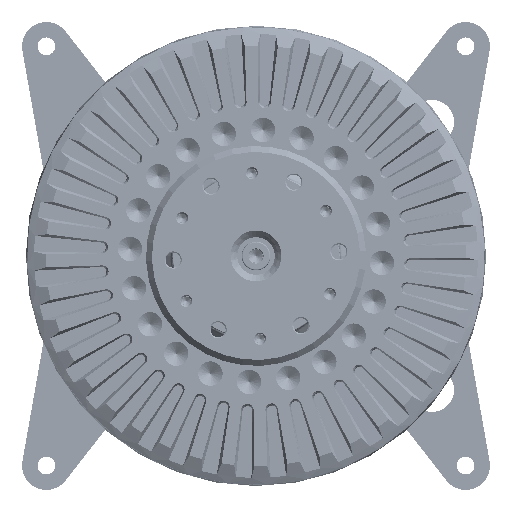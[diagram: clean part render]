
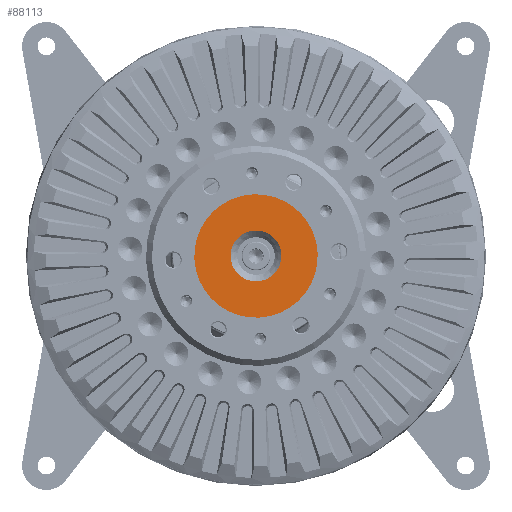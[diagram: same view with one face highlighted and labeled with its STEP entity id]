
A CAD part, left-side view. The second image highlights one B-rep face of the part: STEP entity #88113.
In plain terms, the highlighted planar face has unit normal (-1, 0, 0).
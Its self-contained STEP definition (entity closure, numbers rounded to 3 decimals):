
#1632 = EDGE_CURVE ( 'NONE', #103118, #9021, #97602, .T. ) ;
#4880 = DIRECTION ( 'NONE',  ( 1., 0., 0. ) ) ;
#5623 = ORIENTED_EDGE ( 'NONE', *, *, #17698, .F. ) ;
#6779 = DIRECTION ( 'NONE',  ( 1., 0., 0. ) ) ;
#7707 = ORIENTED_EDGE ( 'NONE', *, *, #118822, .F. ) ;
#9021 = VERTEX_POINT ( 'NONE', #18020 ) ;
#10293 = VERTEX_POINT ( 'NONE', #35161 ) ;
#10395 = DIRECTION ( 'NONE',  ( 1., 0., 0. ) ) ;
#14523 = DIRECTION ( 'NONE',  ( 0., -0.999, 0.049 ) ) ;
#16978 = DIRECTION ( 'NONE',  ( 0., 0., -1. ) ) ;
#17698 = EDGE_CURVE ( 'NONE', #10293, #108546, #119391, .T. ) ;
#18020 = CARTESIAN_POINT ( 'NONE',  ( -12., 0., 11.5 ) ) ;
#28242 = ORIENTED_EDGE ( 'NONE', *, *, #1632, .T. ) ;
#32249 = ORIENTED_EDGE ( 'NONE', *, *, #108904, .T. ) ;
#35161 = CARTESIAN_POINT ( 'NONE',  ( -12., -23.446, 15.123 ) ) ;
#36075 = CARTESIAN_POINT ( 'NONE',  ( -12., 0., 0. ) ) ;
#36196 = EDGE_LOOP ( 'NONE', ( #7707, #5623 ) ) ;
#43054 = FACE_BOUND ( 'NONE', #94101, .T. ) ;
#53218 = FACE_OUTER_BOUND ( 'NONE', #36196, .T. ) ;
#55071 = AXIS2_PLACEMENT_3D ( 'NONE', #106688, #4880, #69234 ) ;
#60399 = CARTESIAN_POINT ( 'NONE',  ( -12., 23.446, -15.123 ) ) ;
#62552 = CARTESIAN_POINT ( 'NONE',  ( -12., -9.988, 0.492 ) ) ;
#64396 = CIRCLE ( 'NONE', #95916, 27.9 ) ;
#66012 = CIRCLE ( 'NONE', #55071, 11.5 ) ;
#66920 = DIRECTION ( 'NONE',  ( 1., 0., 0. ) ) ;
#69234 = DIRECTION ( 'NONE',  ( 0., 0., -1. ) ) ;
#72754 = DIRECTION ( 'NONE',  ( 1., 0., 0. ) ) ;
#75910 = DIRECTION ( 'NONE',  ( 0., 0., -1. ) ) ;
#76698 = CARTESIAN_POINT ( 'NONE',  ( -12., 0., 0. ) ) ;
#78684 = AXIS2_PLACEMENT_3D ( 'NONE', #62552, #6779, #14523 ) ;
#79280 = PLANE ( 'NONE',  #78684 ) ;
#83699 = DIRECTION ( 'NONE',  ( 0., 0., -1. ) ) ;
#86984 = CARTESIAN_POINT ( 'NONE',  ( -12., 0., -11.5 ) ) ;
#88113 = ADVANCED_FACE ( 'NONE', ( #43054, #53218 ), #79280, .F. ) ;
#93052 = CARTESIAN_POINT ( 'NONE',  ( -12., 0., 0. ) ) ;
#94101 = EDGE_LOOP ( 'NONE', ( #32249, #28242 ) ) ;
#95916 = AXIS2_PLACEMENT_3D ( 'NONE', #93052, #10395, #83699 ) ;
#97602 = CIRCLE ( 'NONE', #99676, 11.5 ) ;
#99676 = AXIS2_PLACEMENT_3D ( 'NONE', #76698, #66920, #75910 ) ;
#103118 = VERTEX_POINT ( 'NONE', #86984 ) ;
#106688 = CARTESIAN_POINT ( 'NONE',  ( -12., 0., 0. ) ) ;
#108546 = VERTEX_POINT ( 'NONE', #60399 ) ;
#108904 = EDGE_CURVE ( 'NONE', #9021, #103118, #66012, .T. ) ;
#109009 = AXIS2_PLACEMENT_3D ( 'NONE', #36075, #72754, #16978 ) ;
#118822 = EDGE_CURVE ( 'NONE', #108546, #10293, #64396, .T. ) ;
#119391 = CIRCLE ( 'NONE', #109009, 27.9 ) ;
